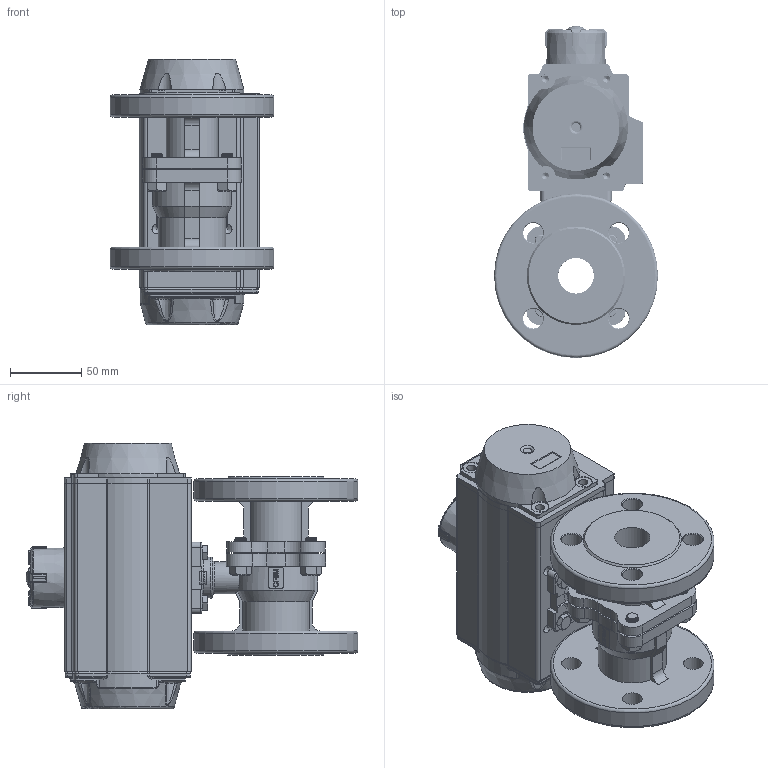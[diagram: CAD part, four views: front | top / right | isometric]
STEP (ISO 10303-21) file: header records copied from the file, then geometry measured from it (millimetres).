
FILE_DESCRIPTION(/* description */ ('Unknown'),/* implementation_level */ '2;1');
FILE_NAME(/* name */ 'PE02 0920-06',/* time_stamp */ '2025-02-21T12:14:16+01:00',/* author */ ('Unknown'),/* organization */ ('Unknown'),/* preprocessor_version */ 'ST-DEVELOPER v19.4',/* originating_system */ 'Solid Edge',/* authorisation */ 'Unknown');
FILE_SCHEMA (('AUTOMOTIVE_DESIGN {1 0 10303 214 3 1 1}'));
Products named in the file (21): PE02 0920-06; 920-06; Stem Packing; Bolt; Bellevlle Washer; Nut Stopper; Stem; Cap; Body; Thrust Washert; DIN 933 M6x20 A2-70 BLK_EDST; PD03_PE02; vt65-2016-06-25; Optische Anzeige; ______; ________(___________; cup head nib bolts with large head gb_GB_FASTENER_BOLT_CHNBW M6X25-N; ____65______ ______; VT65_____________MIR; zhou65; VTE65____
Assembly tree (31 placements, depth 4):
  PE02 0920-06
    920-06
      Stem Packing
      Bolt  x4
      Bellevlle Washer  x2
      Nut Stopper
      Stem
      Cap
      Body
      Thrust Washert
    DIN 933 M6x20 A2-70 BLK_EDST  x4
    PD03_PE02
      vt65-2016-06-25
      Optische Anzeige
        ______
        ________(___________  x4
        cup head nib bolts with large head gb_GB_FASTENER_BOLT_CHNBW M6X25-N
      ____65______ ______  x2
      VT65_____________MIR
      zhou65
      VTE65____
Bounding box: 115 x 232.81 x 186.5 mm (x, y, z)
Volume: 1141030.8 mm3; surface area: 321752.4 mm2
Topology: 28 solids, 28 shells, 2792 faces, 7182 edges, 4552 vertices
Faces by surface type: plane 961, cylinder 855, bspline 500, torus 273, cone 170, sphere 33
Full cylindrical faces by diameter (mm): 3 x16, 3.3 x8, 4.134 x8, 4.66 x1, 4.917 x15, 5 x2, 6 x5, 6.2 x1, 6.5 x4, 6.647 x4, 6.9 x4, 8 x68, 9 x4, 10 x12, 11 x2, 11.4 x1, 11.445 x2, 12 x1, 12.5 x2, 12.9 x1, 13 x2, 14 x16, 14.1 x3, 14.3 x2, 15 x1, 16.2 x19, 16.5 x1, 16.7 x1, 17 x2, 17.3 x1
Entity records: 82261 total; most frequent: CARTESIAN_POINT 35704, ORIENTED_EDGE 9884, DIRECTION 8495, EDGE_CURVE 4942, VERTEX_POINT 3347, AXIS2_PLACEMENT_3D 3214, FACE_BOUND 2625, EDGE_LOOP 2605
